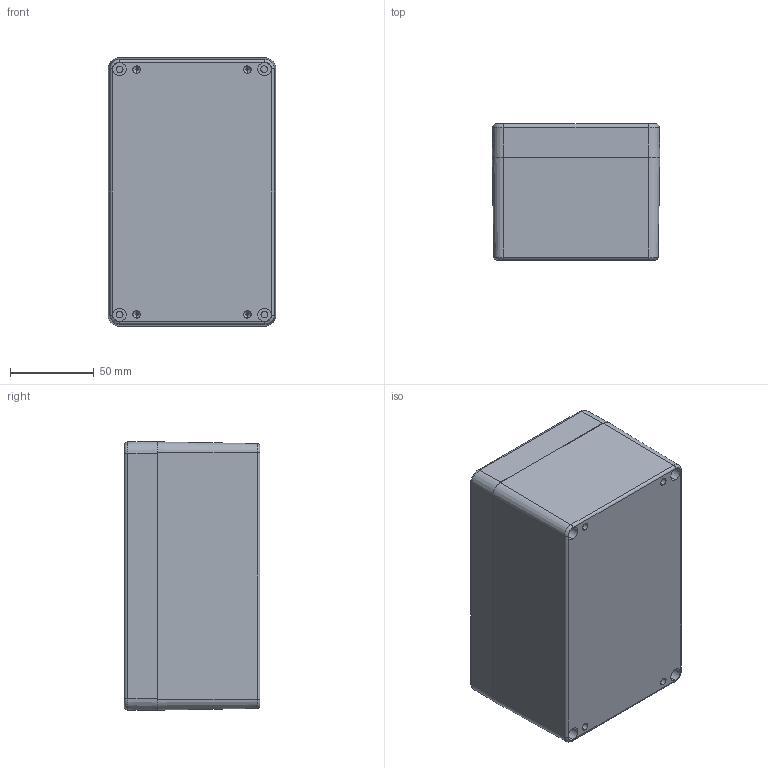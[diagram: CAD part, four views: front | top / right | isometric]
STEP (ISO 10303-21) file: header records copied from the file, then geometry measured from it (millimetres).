
FILE_DESCRIPTION (( 'STEP AP203' ), '1' );
FILE_NAME ('AN-17P-01.step', '2016-12-27T20:34:16', ( '' ), ( '' ), 'SwSTEP 2.0', 'SolidWorks 2016', '' );
FILE_SCHEMA (( 'CONFIG_CONTROL_DESIGN' ));
Length unit declared in the file: inch
Products named in the file (6): GASKET-116-01; SCREWS-038-4; AN-17B_AN-17BP-01; AN-17P-01; AN-16C_AN-16C-01; cross recessed countersunk head screw_jis_JIS 1111 Cross recessed countersunk head screw - M4 x 30 - Z --30CSST
Assembly tree (8 placements, depth 3):
  AN-17P-01
    AN-17B_AN-17BP-01
    AN-16C_AN-16C-01
    SCREWS-038-4
      cross recessed countersunk head screw_jis_JIS 1111 Cross recessed countersunk head screw - M4 x 30 - Z --30CSST  x4
    GASKET-116-01
Bounding box: 100 x 81 x 160.5 mm (x, y, z)
Volume: 294330 mm3; surface area: 158866.1 mm2
Topology: 7 solids, 7 shells, 506 faces, 1258 edges, 786 vertices
Faces by surface type: plane 200, cylinder 165, cone 100, torus 40, bspline 1
Entity records: 13154 total; most frequent: DIRECTION 2317, CARTESIAN_POINT 2189, ORIENTED_EDGE 2056, EDGE_CURVE 1028, AXIS2_PLACEMENT_3D 885, VERTEX_POINT 651, VECTOR 547, LINE 547
